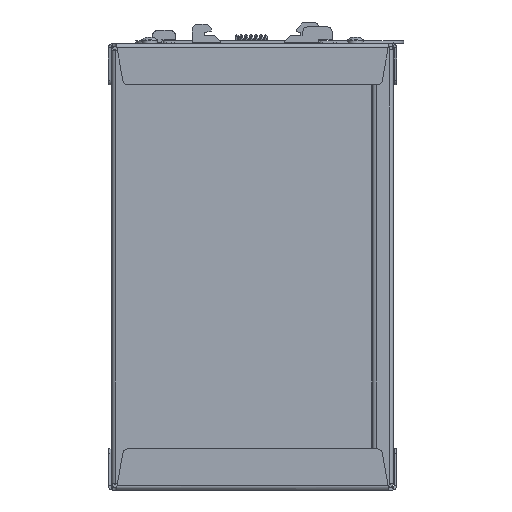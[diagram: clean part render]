
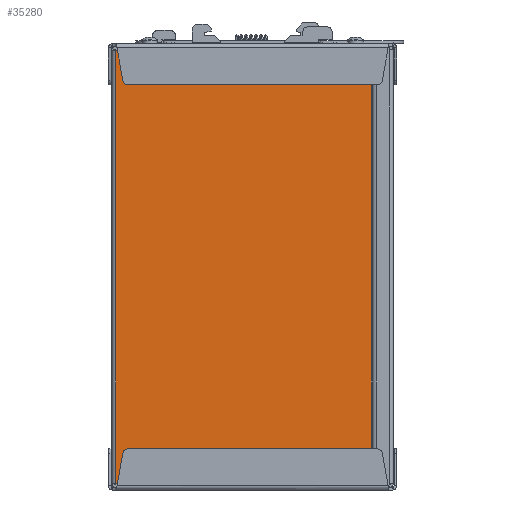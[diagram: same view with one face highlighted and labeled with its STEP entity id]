
A CAD part, left-side view. The second image highlights one B-rep face of the part: STEP entity #35280.
In plain terms, the highlighted planar face has unit normal (-1, 0, 0).
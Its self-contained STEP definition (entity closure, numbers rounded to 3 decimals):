
#598=FACE_BOUND('',#5947,.T.);
#599=FACE_BOUND('',#5948,.T.);
#2167=PLANE('',#37312);
#3856=FACE_OUTER_BOUND('',#5946,.T.);
#5946=EDGE_LOOP('',(#32335,#32336,#32337,#32338,#32339,#32340));
#5947=EDGE_LOOP('',(#32341));
#5948=EDGE_LOOP('',(#32342));
#6466=CIRCLE('',#37313,3.3);
#6467=CIRCLE('',#37314,3.3);
#10818=LINE('',#55831,#15318);
#10834=LINE('',#55872,#15334);
#10849=LINE('',#55908,#15349);
#10861=LINE('',#55935,#15361);
#10863=LINE('',#55938,#15363);
#10865=LINE('',#55946,#15365);
#15318=VECTOR('',#45504,91.5);
#15334=VECTOR('',#45546,91.5);
#15349=VECTOR('',#45585,1.5);
#15361=VECTOR('',#45617,157.5);
#15363=VECTOR('',#45621,1.5);
#15365=VECTOR('',#45631,157.5);
#18550=VERTEX_POINT('',#55828);
#18551=VERTEX_POINT('',#55830);
#18562=VERTEX_POINT('',#55869);
#18563=VERTEX_POINT('',#55871);
#18572=VERTEX_POINT('',#55907);
#18576=VERTEX_POINT('',#55920);
#18580=VERTEX_POINT('',#55948);
#18581=VERTEX_POINT('',#55950);
#23330=EDGE_CURVE('',#18551,#18550,#10818,.T.);
#23350=EDGE_CURVE('',#18563,#18562,#10834,.T.);
#23368=EDGE_CURVE('',#18572,#18563,#10849,.T.);
#23384=EDGE_CURVE('',#18576,#18572,#10861,.T.);
#23386=EDGE_CURVE('',#18550,#18576,#10863,.T.);
#23390=EDGE_CURVE('',#18551,#18562,#10865,.T.);
#23391=EDGE_CURVE('',#18580,#18580,#6466,.T.);
#23392=EDGE_CURVE('',#18581,#18581,#6467,.T.);
#32335=ORIENTED_EDGE('',*,*,#23330,.T.);
#32336=ORIENTED_EDGE('',*,*,#23386,.T.);
#32337=ORIENTED_EDGE('',*,*,#23384,.T.);
#32338=ORIENTED_EDGE('',*,*,#23368,.T.);
#32339=ORIENTED_EDGE('',*,*,#23350,.T.);
#32340=ORIENTED_EDGE('',*,*,#23390,.F.);
#32341=ORIENTED_EDGE('',*,*,#23391,.T.);
#32342=ORIENTED_EDGE('',*,*,#23392,.T.);
#35280=ADVANCED_FACE('',(#3856,#598,#599),#2167,.T.);
#37312=AXIS2_PLACEMENT_3D('',#55947,#45632,#45633);
#37313=AXIS2_PLACEMENT_3D('',#55949,#45634,#45635);
#37314=AXIS2_PLACEMENT_3D('',#55951,#45636,#45637);
#45504=DIRECTION('',(0.,0.,1.));
#45546=DIRECTION('',(0.,0.,-1.));
#45585=DIRECTION('',(0.,0.,-1.));
#45617=DIRECTION('',(0.,1.,0.));
#45621=DIRECTION('',(0.,0.,1.));
#45631=DIRECTION('',(0.,1.,0.));
#45632=DIRECTION('center_axis',(-1.,0.,0.));
#45633=DIRECTION('ref_axis',(0.,0.,
1.));
#45634=DIRECTION('center_axis',(1.,0.,0.));
#45635=DIRECTION('ref_axis',(0.,0.,
1.));
#45636=DIRECTION('center_axis',(1.,0.,0.));
#45637=DIRECTION('ref_axis',(0.,0.,
1.));
#55828=CARTESIAN_POINT('',(-25.75,-78.75,-2.));
#55830=CARTESIAN_POINT('',(-25.75,-78.75,-93.5));
#55831=CARTESIAN_POINT('',(-25.75,-78.75,-69.956));
#55869=CARTESIAN_POINT('',(-25.75,78.75,-93.5));
#55871=CARTESIAN_POINT('',(-25.75,78.75,-2.));
#55872=CARTESIAN_POINT('',(-25.75,78.75,-23.456));
#55907=CARTESIAN_POINT('',(-25.75,78.75,-0.5));
#55908=CARTESIAN_POINT('',(-25.75,78.75,-23.456));
#55920=CARTESIAN_POINT('',(-25.75,-78.75,-0.5));
#55935=CARTESIAN_POINT('',(-25.75,0.,-0.5));
#55938=CARTESIAN_POINT('',(-25.75,-78.75,-69.956));
#55946=CARTESIAN_POINT('',(-25.75,-80.25,-93.5));
#55947=CARTESIAN_POINT('Origin',(-25.75,0.,
-46.411));
#55948=CARTESIAN_POINT('',(-25.75,70.25,-86.2));
#55949=CARTESIAN_POINT('Origin',(-25.75,70.25,-89.5));
#55950=CARTESIAN_POINT('',(-25.75,-70.25,-86.2));
#55951=CARTESIAN_POINT('Origin',(-25.75,-70.25,-89.5));
